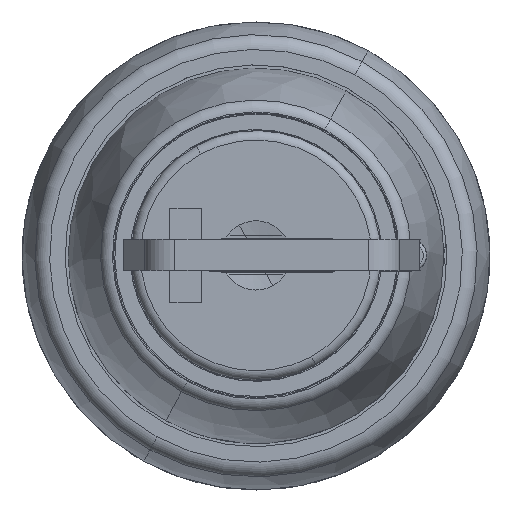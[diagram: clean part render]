
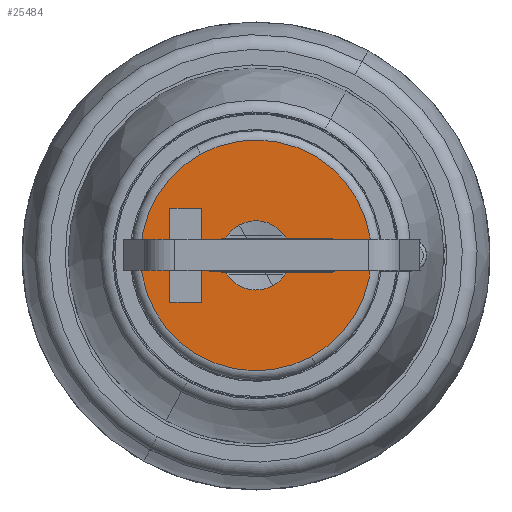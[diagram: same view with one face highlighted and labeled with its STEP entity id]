
A CAD part, top view. The second image highlights one B-rep face of the part: STEP entity #25484.
In plain terms, the highlighted planar face has unit normal (0, 0, 1).
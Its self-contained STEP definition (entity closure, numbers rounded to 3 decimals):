
#24986=AXIS2_PLACEMENT_3D('Circle Axis2P3D',#24984,#24985,$) ;
#25012=AXIS2_PLACEMENT_3D('Circle Axis2P3D',#25010,#25011,$) ;
#25326=AXIS2_PLACEMENT_3D('Circle Axis2P3D',#25324,#25325,$) ;
#25351=AXIS2_PLACEMENT_3D('Circle Axis2P3D',#25349,#25350,$) ;
#25369=AXIS2_PLACEMENT_3D('Circle Axis2P3D',#25367,#25368,$) ;
#25386=AXIS2_PLACEMENT_3D('Circle Axis2P3D',#25384,#25385,$) ;
#25411=AXIS2_PLACEMENT_3D('Circle Axis2P3D',#25409,#25410,$) ;
#25430=AXIS2_PLACEMENT_3D('Plane Axis2P3D',#25427,#25428,#25429) ;
#24981=CARTESIAN_POINT('Vertex',(-3.536,6.473,16.2)) ;
#24984=CARTESIAN_POINT('Axis2P3D Location',(0.,0.,16.2)) ;
#24988=CARTESIAN_POINT('Vertex',(3.536,-6.473,16.2)) ;
#25010=CARTESIAN_POINT('Axis2P3D Location',(0.,0.,16.2)) ;
#25089=CARTESIAN_POINT('Vertex',(4.9,-1.1,16.2)) ;
#25092=CARTESIAN_POINT('Line Origine',(4.9,0.,16.2)) ;
#25096=CARTESIAN_POINT('Vertex',(4.9,1.1,16.2)) ;
#25123=CARTESIAN_POINT('Line Origine',(-2.2,-0.674,16.2)) ;
#25127=CARTESIAN_POINT('Vertex',(-2.2,-1.1,16.2)) ;
#25129=CARTESIAN_POINT('Vertex',(-2.2,-0.247,16.2)) ;
#25141=CARTESIAN_POINT('Vertex',(-2.2,1.1,16.2)) ;
#25144=CARTESIAN_POINT('Line Origine',(-2.2,0.674,16.2)) ;
#25148=CARTESIAN_POINT('Vertex',(-2.2,0.247,16.2)) ;
#25180=CARTESIAN_POINT('Line Origine',(-2.061,1.1,16.2)) ;
#25184=CARTESIAN_POINT('Vertex',(-1.921,1.1,16.2)) ;
#25187=CARTESIAN_POINT('Line Origine',(3.411,1.1,16.2)) ;
#25191=CARTESIAN_POINT('Vertex',(1.921,1.1,16.2)) ;
#25252=CARTESIAN_POINT('Line Origine',(3.411,-1.1,16.2)) ;
#25256=CARTESIAN_POINT('Vertex',(1.921,-1.1,16.2)) ;
#25259=CARTESIAN_POINT('Line Origine',(-2.061,-1.1,16.2)) ;
#25263=CARTESIAN_POINT('Vertex',(-1.921,-1.1,16.2)) ;
#25324=CARTESIAN_POINT('Axis2P3D Location',(0.,0.,16.2)) ;
#25328=CARTESIAN_POINT('Vertex',(-1.061,1.943,16.2)) ;
#25349=CARTESIAN_POINT('Axis2P3D Location',(0.,0.,16.2)) ;
#25367=CARTESIAN_POINT('Axis2P3D Location',(0.,0.,16.2)) ;
#25384=CARTESIAN_POINT('Axis2P3D Location',(0.,0.,16.2)) ;
#25388=CARTESIAN_POINT('Vertex',(1.061,-1.943,16.2)) ;
#25409=CARTESIAN_POINT('Axis2P3D Location',(0.,0.,16.2)) ;
#25427=CARTESIAN_POINT('Axis2P3D Location',(0.,-7.376,16.2)) ;
#25436=CARTESIAN_POINT('Line Origine',(-4.5,-3.,16.2)) ;
#25440=CARTESIAN_POINT('Vertex',(-3.5,-3.,16.2)) ;
#25442=CARTESIAN_POINT('Vertex',(-5.5,-3.,16.2)) ;
#25445=CARTESIAN_POINT('Line Origine',(-5.5,0.,16.2)) ;
#25449=CARTESIAN_POINT('Vertex',(-5.5,3.,16.2)) ;
#25452=CARTESIAN_POINT('Line Origine',(-4.5,3.,16.2)) ;
#25456=CARTESIAN_POINT('Vertex',(-3.5,3.,16.2)) ;
#25459=CARTESIAN_POINT('Line Origine',(-3.5,0.,16.2)) ;
#24985=DIRECTION('Axis2P3D Direction',(0.,0.,1.)) ;
#25011=DIRECTION('Axis2P3D Direction',(0.,0.,1.)) ;
#25093=DIRECTION('Vector Direction',(0.,-1.,0.)) ;
#25124=DIRECTION('Vector Direction',(0.,1.,0.)) ;
#25145=DIRECTION('Vector Direction',(0.,1.,0.)) ;
#25181=DIRECTION('Vector Direction',(1.,0.,0.)) ;
#25188=DIRECTION('Vector Direction',(1.,0.,0.)) ;
#25253=DIRECTION('Vector Direction',(-1.,0.,0.)) ;
#25260=DIRECTION('Vector Direction',(-1.,0.,0.)) ;
#25325=DIRECTION('Axis2P3D Direction',(0.,0.,1.)) ;
#25350=DIRECTION('Axis2P3D Direction',(0.,0.,1.)) ;
#25368=DIRECTION('Axis2P3D Direction',(0.,0.,1.)) ;
#25385=DIRECTION('Axis2P3D Direction',(0.,0.,1.)) ;
#25410=DIRECTION('Axis2P3D Direction',(0.,0.,1.)) ;
#25428=DIRECTION('Axis2P3D Direction',(0.,0.,1.)) ;
#25429=DIRECTION('Axis2P3D XDirection',(1.,0.,0.)) ;
#25437=DIRECTION('Vector Direction',(-1.,0.,0.)) ;
#25446=DIRECTION('Vector Direction',(0.,1.,0.)) ;
#25453=DIRECTION('Vector Direction',(1.,0.,0.)) ;
#25460=DIRECTION('Vector Direction',(0.,-1.,0.)) ;
#25094=VECTOR('Line Direction',#25093,1.) ;
#25125=VECTOR('Line Direction',#25124,1.) ;
#25146=VECTOR('Line Direction',#25145,1.) ;
#25182=VECTOR('Line Direction',#25181,1.) ;
#25189=VECTOR('Line Direction',#25188,1.) ;
#25254=VECTOR('Line Direction',#25253,1.) ;
#25261=VECTOR('Line Direction',#25260,1.) ;
#25438=VECTOR('Line Direction',#25437,1.) ;
#25447=VECTOR('Line Direction',#25446,1.) ;
#25454=VECTOR('Line Direction',#25453,1.) ;
#25461=VECTOR('Line Direction',#25460,1.) ;
#25433=ORIENTED_EDGE('',*,*,#25014,.T.) ;
#25434=ORIENTED_EDGE('',*,*,#24990,.T.) ;
#25465=ORIENTED_EDGE('',*,*,#25444,.T.) ;
#25466=ORIENTED_EDGE('',*,*,#25451,.T.) ;
#25467=ORIENTED_EDGE('',*,*,#25458,.T.) ;
#25468=ORIENTED_EDGE('',*,*,#25463,.T.) ;
#25471=ORIENTED_EDGE('',*,*,#25150,.T.) ;
#25472=ORIENTED_EDGE('',*,*,#25186,.T.) ;
#25473=ORIENTED_EDGE('',*,*,#25330,.F.) ;
#25474=ORIENTED_EDGE('',*,*,#25353,.F.) ;
#25475=ORIENTED_EDGE('',*,*,#25193,.T.) ;
#25476=ORIENTED_EDGE('',*,*,#25098,.T.) ;
#25477=ORIENTED_EDGE('',*,*,#25258,.T.) ;
#25478=ORIENTED_EDGE('',*,*,#25413,.F.) ;
#25479=ORIENTED_EDGE('',*,*,#25390,.F.) ;
#25480=ORIENTED_EDGE('',*,*,#25265,.T.) ;
#25481=ORIENTED_EDGE('',*,*,#25131,.T.) ;
#25482=ORIENTED_EDGE('',*,*,#25371,.F.) ;
#25469=FACE_BOUND('',#25464,.T.) ;
#25483=FACE_BOUND('',#25470,.T.) ;
#25484=ADVANCED_FACE('Corps de pi\X2\00E8\X0\ce.11 ( *SOL2 - wsp *MASTER -  )',(#25435,#25469,#25483),#25431,.T.) ;
#24987=CIRCLE('generated circle',#24986,7.376) ;
#25013=CIRCLE('generated circle',#25012,7.376) ;
#25327=CIRCLE('generated circle',#25326,2.214) ;
#25352=CIRCLE('generated circle',#25351,2.214) ;
#25370=CIRCLE('generated circle',#25369,2.214) ;
#25387=CIRCLE('generated circle',#25386,2.214) ;
#25412=CIRCLE('generated circle',#25411,2.214) ;
#24990=EDGE_CURVE('',#24989,#24982,#24987,.T.) ;
#25014=EDGE_CURVE('',#24982,#24989,#25013,.T.) ;
#25098=EDGE_CURVE('',#25097,#25090,#25095,.T.) ;
#25131=EDGE_CURVE('',#25128,#25130,#25126,.T.) ;
#25150=EDGE_CURVE('',#25149,#25142,#25147,.T.) ;
#25186=EDGE_CURVE('',#25142,#25185,#25183,.T.) ;
#25193=EDGE_CURVE('',#25192,#25097,#25190,.T.) ;
#25258=EDGE_CURVE('',#25090,#25257,#25255,.T.) ;
#25265=EDGE_CURVE('',#25264,#25128,#25262,.T.) ;
#25330=EDGE_CURVE('',#25329,#25185,#25327,.T.) ;
#25353=EDGE_CURVE('',#25192,#25329,#25352,.T.) ;
#25371=EDGE_CURVE('',#25149,#25130,#25370,.T.) ;
#25390=EDGE_CURVE('',#25264,#25389,#25387,.T.) ;
#25413=EDGE_CURVE('',#25389,#25257,#25412,.T.) ;
#25444=EDGE_CURVE('',#25441,#25443,#25439,.T.) ;
#25451=EDGE_CURVE('',#25443,#25450,#25448,.T.) ;
#25458=EDGE_CURVE('',#25450,#25457,#25455,.T.) ;
#25463=EDGE_CURVE('',#25457,#25441,#25462,.T.) ;
#25432=EDGE_LOOP('',(#25433,#25434)) ;
#25464=EDGE_LOOP('',(#25465,#25466,#25467,#25468)) ;
#25470=EDGE_LOOP('',(#25471,#25472,#25473,#25474,#25475,#25476,#25477,#25478,#25479,#25480,#25481,#25482)) ;
#25435=FACE_OUTER_BOUND('',#25432,.T.) ;
#25095=LINE('Line',#25092,#25094) ;
#25126=LINE('Line',#25123,#25125) ;
#25147=LINE('Line',#25144,#25146) ;
#25183=LINE('Line',#25180,#25182) ;
#25190=LINE('Line',#25187,#25189) ;
#25255=LINE('Line',#25252,#25254) ;
#25262=LINE('Line',#25259,#25261) ;
#25439=LINE('Line',#25436,#25438) ;
#25448=LINE('Line',#25445,#25447) ;
#25455=LINE('Line',#25452,#25454) ;
#25462=LINE('Line',#25459,#25461) ;
#25431=PLANE('',#25430) ;
#24982=VERTEX_POINT('',#24981) ;
#24989=VERTEX_POINT('',#24988) ;
#25090=VERTEX_POINT('',#25089) ;
#25097=VERTEX_POINT('',#25096) ;
#25128=VERTEX_POINT('',#25127) ;
#25130=VERTEX_POINT('',#25129) ;
#25142=VERTEX_POINT('',#25141) ;
#25149=VERTEX_POINT('',#25148) ;
#25185=VERTEX_POINT('',#25184) ;
#25192=VERTEX_POINT('',#25191) ;
#25257=VERTEX_POINT('',#25256) ;
#25264=VERTEX_POINT('',#25263) ;
#25329=VERTEX_POINT('',#25328) ;
#25389=VERTEX_POINT('',#25388) ;
#25441=VERTEX_POINT('',#25440) ;
#25443=VERTEX_POINT('',#25442) ;
#25450=VERTEX_POINT('',#25449) ;
#25457=VERTEX_POINT('',#25456) ;
